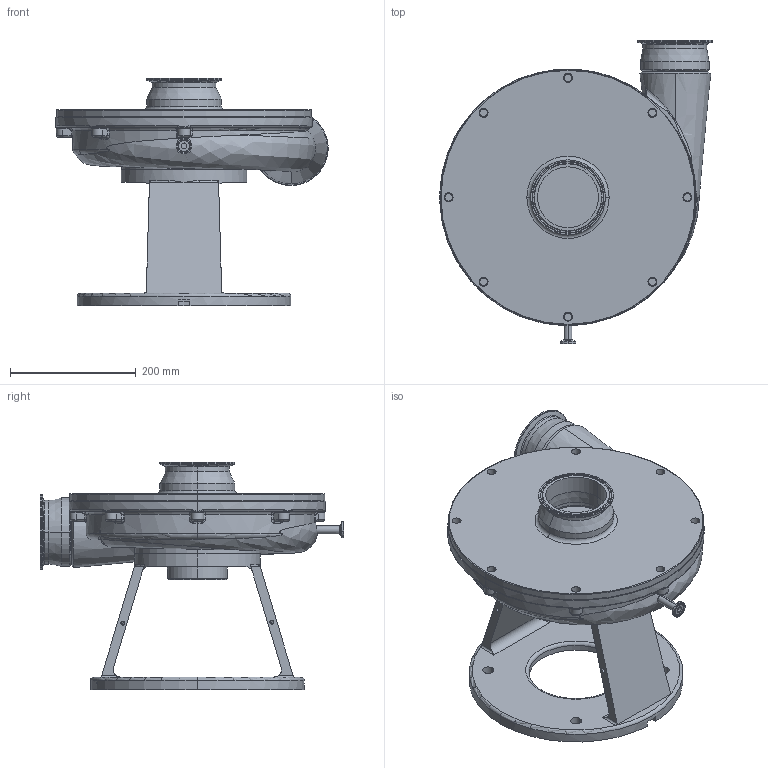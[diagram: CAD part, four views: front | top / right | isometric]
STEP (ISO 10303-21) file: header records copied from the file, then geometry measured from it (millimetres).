
FILE_DESCRIPTION (( 'STEP AP214' ), '1' );
FILE_NAME ('FPX 1151-1161 320 TSC VERT 1-2 In STRAIGHT DRAIN.STEP', '2023-01-18T15:17:34', ( '' ), ( '' ), 'SwSTEP 2.0', 'SolidWorks 2021', '' );
FILE_SCHEMA (( 'AUTOMOTIVE_DESIGN' ));
Length unit declared in the file: millimetre
Products named in the file (1): FPX 1151-1161 320 TSC VERT 1-2 In STRAIGHT DRAIN
Bounding box: 433.45 x 483 x 361.5 mm (x, y, z)
Volume: 11677975.2 mm3; surface area: 1047270.7 mm2
Topology: 1 solids, 2 shells, 518 faces, 1223 edges, 730 vertices
Faces by surface type: cylinder 192, plane 97, torus 92, bspline 76, cone 58, sphere 3
Entity records: 24729 total; most frequent: CARTESIAN_POINT 13160, DIRECTION 2499, ORIENTED_EDGE 2382, EDGE_CURVE 1191, AXIS2_PLACEMENT_3D 1088, VERTEX_POINT 727, CIRCLE 645, EDGE_LOOP 586
